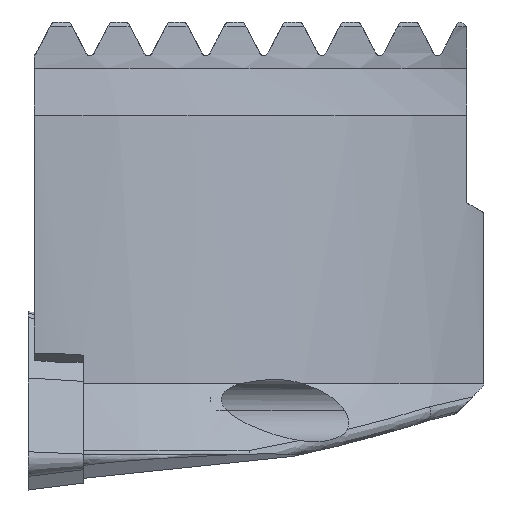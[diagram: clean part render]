
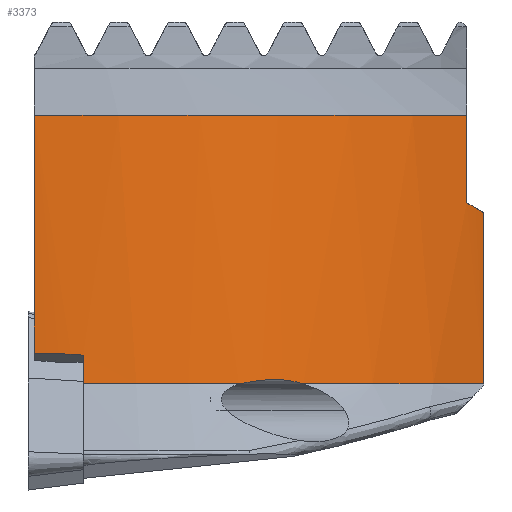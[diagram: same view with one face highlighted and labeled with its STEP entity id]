
A CAD part, left-side view. The second image highlights one B-rep face of the part: STEP entity #3373.
In plain terms, the highlighted cylindrical face has radius 23 mm (diameter 46 mm), a partial arc.
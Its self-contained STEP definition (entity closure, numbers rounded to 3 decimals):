
#1713=EDGE_CURVE('NONE',#3923,#4105,#4683,.F.);
#1835=VERTEX_POINT('NONE',#4812);
#1921=EDGE_CURVE('NONE',#4105,#3131,#4908,.F.);
#2011=VERTEX_POINT('NONE',#5003);
#2089=VERTEX_POINT('NONE',#5088);
#2669=EDGE_CURVE('NONE',#4283,#1835,#5716,.F.);
#2691=EDGE_CURVE('NONE',#1835,#3351,#5742,.F.);
#2927=EDGE_CURVE('NONE',#3131,#2089,#5995,.F.);
#3131=VERTEX_POINT('NONE',#6219);
#3177=VERTEX_POINT('NONE',#6267);
#3185=EDGE_CURVE('NONE',#2011,#3351,#6277,.F.);
#3351=VERTEX_POINT('NONE',#6458);
#3373=ADVANCED_FACE('NONE',(#6481),#6482,.T.);
#3467=EDGE_CURVE('NONE',#2011,#3177,#6580,.F.);
#3719=EDGE_CURVE('NONE',#3923,#4283,#6856,.T.);
#3741=VERTEX_POINT('NONE',#6878);
#3923=VERTEX_POINT('NONE',#7086);
#3961=EDGE_CURVE('NONE',#3177,#3741,#7129,.F.);
#4013=EDGE_CURVE('NONE',#2089,#3741,#7189,.F.);
#4105=VERTEX_POINT('NONE',#7289);
#4283=VERTEX_POINT('NONE',#7480);
#4683=LINE('',#9332,#9333);
#4812=CARTESIAN_POINT('',(-10.09,8.967,4.989));
#4908=ELLIPSE('',#9799,26.558,23.0);
#5003=CARTESIAN_POINT('',(-11.785,15.688,6.232));
#5088=CARTESIAN_POINT('',(-2.211,-0.862,16.589));
#5716=B_SPLINE_CURVE_WITH_KNOTS('',3,(#12077,#12078,#12079,#12080,#12081,#12082,#12083,#12084,#12085,#12086,#12087,#12088,#12089,#12090,#12091,#12092,#12093,#12094,#12095,#12096,#12097,#12098,#12099,#12100,#12101),.UNSPECIFIED.,.F.,.F.,(4,2,2,2,2,2,2,2,2,2,3,4),(-6.556,-5.841,-5.166,-4.491,-3.141,-2.063,-1.524,-0.985,-0.493,-0.246,0.0,0.246),.UNSPECIFIED.);
#5742=CIRCLE('',#12140,23.0);
#5995=LINE('',#12780,#12781);
#6219=CARTESIAN_POINT('',(-2.211,-0.862,12.81));
#6267=CARTESIAN_POINT('',(-11.89,17.788,6.32));
#6277=LINE('',#13469,#13470);
#6458=CARTESIAN_POINT('',(-11.785,15.688,4.989));
#6481=FACE_OUTER_BOUND('',#13960,.T.);
#6482=CYLINDRICAL_SURFACE('',#13961,23.0);
#6580=ELLIPSE('',#14161,30.024,23.0);
#6856=CIRCLE('',#14829,23.0);
#6878=CARTESIAN_POINT('',(-11.89,17.788,16.589));
#7086=CARTESIAN_POINT('',(-1.087,-1.612,4.989));
#7129=LINE('',#15402,#15403);
#7189=CIRCLE('',#15619,23.0);
#7289=CARTESIAN_POINT('',(-1.087,-1.612,12.377));
#7480=CARTESIAN_POINT('',(-8.691,6.187,4.989));
#9332=CARTESIAN_POINT('',(-1.087,-1.612,4.989));
#9333=VECTOR('',#17368,1.0);
#9799=AXIS2_PLACEMENT_3D('',#17569,#17570,#17571);
#12077=CARTESIAN_POINT('',(-10.697,10.576,4.173));
#12078=CARTESIAN_POINT('',(-10.649,10.433,4.358));
#12079=CARTESIAN_POINT('',(-10.569,10.202,4.505));
#12080=CARTESIAN_POINT('',(-10.426,9.811,4.708));
#12081=CARTESIAN_POINT('',(-10.349,9.606,4.791));
#12082=CARTESIAN_POINT('',(-10.181,9.183,4.934));
#12083=CARTESIAN_POINT('',(-10.09,8.964,4.994));
#12084=CARTESIAN_POINT('',(-9.804,8.305,5.137));
#12085=CARTESIAN_POINT('',(-9.595,7.861,5.184));
#12086=CARTESIAN_POINT('',(-9.228,7.14,5.184));
#12087=CARTESIAN_POINT('',(-9.041,6.794,5.154));
#12088=CARTESIAN_POINT('',(-8.761,6.303,5.032));
#12089=CARTESIAN_POINT('',(-8.667,6.144,4.979));
#12090=CARTESIAN_POINT('',(-8.487,5.846,4.843));
#12091=CARTESIAN_POINT('',(-8.4,5.706,4.76));
#12092=CARTESIAN_POINT('',(-8.249,5.468,4.564));
#12093=CARTESIAN_POINT('',(-8.177,5.356,4.443));
#12094=CARTESIAN_POINT('',(-8.098,5.236,4.231));
#12095=CARTESIAN_POINT('',(-8.077,5.204,4.156));
#12096=CARTESIAN_POINT('',(-8.048,5.161,3.998));
#12097=CARTESIAN_POINT('',(-8.041,5.149,3.916));
#12098=CARTESIAN_POINT('',(-8.041,5.149,3.834));
#12099=CARTESIAN_POINT('',(-8.041,5.149,3.752));
#12100=CARTESIAN_POINT('',(-8.048,5.161,3.67));
#12101=CARTESIAN_POINT('',(-8.063,5.182,3.591));
#12140=AXIS2_PLACEMENT_3D('',#18394,#18395,#18396);
#12780=CARTESIAN_POINT('',(-2.211,-0.862,4.989));
#12781=VECTOR('',#18615,1.0);
#13469=CARTESIAN_POINT('',(-11.785,15.688,4.989));
#13470=VECTOR('',#18886,1.0);
#13960=EDGE_LOOP('',(#19081,#19082,#19083,#19084,#19085,#19086,#19087,#19088,#19089,#19090));
#13961=AXIS2_PLACEMENT_3D('',#19091,#19092,#19093);
#14161=AXIS2_PLACEMENT_3D('',#19196,#19197,#19198);
#14829=AXIS2_PLACEMENT_3D('',#19472,#19473,#19474);
#15402=CARTESIAN_POINT('',(-11.89,17.788,4.989));
#15403=VECTOR('',#19859,1.0);
#15619=AXIS2_PLACEMENT_3D('',#19935,#19936,#19937);
#17368=DIRECTION('',(0.,0.,-1.0));
#17569=CARTESIAN_POINT('',(11.11,17.888,23.635));
#17570=DIRECTION('',(0.,-0.5,0.866));
#17571=DIRECTION('',(0.,0.866,0.5));
#18394=CARTESIAN_POINT('',(11.11,17.888,4.989));
#18395=DIRECTION('',(0.,0.,1.0));
#18396=DIRECTION('',(0.,1.0,0.));
#18615=DIRECTION('',(0.,0.,-1.0));
#18886=DIRECTION('',(0.,0.,1.0));
#19081=ORIENTED_EDGE('',*,*,#3719,.F.);
#19082=ORIENTED_EDGE('',*,*,#1713,.T.);
#19083=ORIENTED_EDGE('',*,*,#1921,.T.);
#19084=ORIENTED_EDGE('',*,*,#2927,.T.);
#19085=ORIENTED_EDGE('',*,*,#4013,.T.);
#19086=ORIENTED_EDGE('',*,*,#3961,.F.);
#19087=ORIENTED_EDGE('',*,*,#3467,.F.);
#19088=ORIENTED_EDGE('',*,*,#3185,.T.);
#19089=ORIENTED_EDGE('',*,*,#2691,.F.);
#19090=ORIENTED_EDGE('',*,*,#2669,.F.);
#19091=CARTESIAN_POINT('',(11.11,17.888,4.989));
#19092=DIRECTION('',(0.,0.,-1.0));
#19093=DIRECTION('',(0.,1.0,0.));
#19196=CARTESIAN_POINT('',(11.11,17.888,-12.979));
#19197=DIRECTION('',(0.643,0.,0.766));
#19198=DIRECTION('',(-0.766,0.,0.643));
#19472=CARTESIAN_POINT('',(11.11,17.888,4.989));
#19473=DIRECTION('',(0.,0.,-1.0));
#19474=DIRECTION('',(0.,1.0,0.));
#19859=DIRECTION('',(0.,0.,-1.0));
#19935=CARTESIAN_POINT('',(11.11,17.888,16.589));
#19936=DIRECTION('',(0.,0.,1.0));
#19937=DIRECTION('',(0.,1.0,0.));
